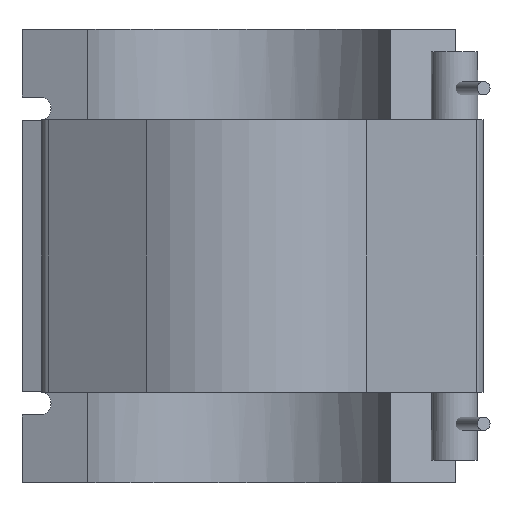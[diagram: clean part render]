
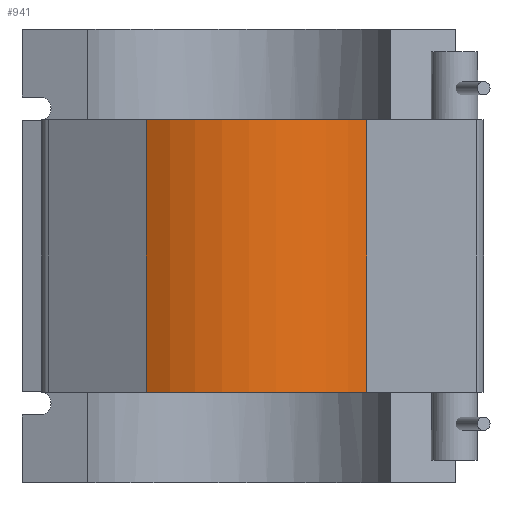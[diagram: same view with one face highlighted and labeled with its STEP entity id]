
A CAD part, front view. The second image highlights one B-rep face of the part: STEP entity #941.
In plain terms, the highlighted cylindrical face has radius 65.625 mm (diameter 131.25 mm), a partial arc.
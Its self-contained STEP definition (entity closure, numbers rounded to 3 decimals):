
#92=CIRCLE('',#1041,65.625);
#93=CIRCLE('',#1042,65.625);
#124=CYLINDRICAL_SURFACE('',#1040,65.625);
#177=FACE_OUTER_BOUND('',#264,.T.);
#264=EDGE_LOOP('',(#793,#794,#795,#796));
#340=LINE('',#2000,#404);
#341=LINE('',#2004,#405);
#404=VECTOR('',#1276,105.6);
#405=VECTOR('',#1279,105.6);
#484=VERTEX_POINT('',#1998);
#485=VERTEX_POINT('',#1999);
#486=VERTEX_POINT('',#2001);
#487=VERTEX_POINT('',#2003);
#593=EDGE_CURVE('',#484,#485,#340,.T.);
#594=EDGE_CURVE('',#486,#484,#92,.T.);
#595=EDGE_CURVE('',#487,#486,#341,.T.);
#596=EDGE_CURVE('',#485,#487,#93,.T.);
#793=ORIENTED_EDGE('',*,*,#593,.F.);
#794=ORIENTED_EDGE('',*,*,#594,.F.);
#795=ORIENTED_EDGE('',*,*,#595,.F.);
#796=ORIENTED_EDGE('',*,*,#596,.F.);
#941=ADVANCED_FACE('',(#177),#124,.T.);
#1040=AXIS2_PLACEMENT_3D('',#1997,#1274,#1275);
#1041=AXIS2_PLACEMENT_3D('',#2002,#1277,#1278);
#1042=AXIS2_PLACEMENT_3D('',#2005,#1280,#1281);
#1274=DIRECTION('center_axis',(0.,0.,1.));
#1275=DIRECTION('ref_axis',(-1.,0.,0.));
#1276=DIRECTION('',(0.,0.,-1.));
#1277=DIRECTION('center_axis',(0.,0.,1.));
#1278=DIRECTION('ref_axis',(-1.,0.,0.));
#1279=DIRECTION('',(0.,0.,1.));
#1280=DIRECTION('center_axis',(0.,0.,-1.));
#1281=DIRECTION('ref_axis',(-1.,0.,0.));
#1997=CARTESIAN_POINT('Origin',(0.,0.,0.));
#1998=CARTESIAN_POINT('',(49.775,-42.768,52.8));
#1999=CARTESIAN_POINT('',(49.775,-42.768,-52.8));
#2000=CARTESIAN_POINT('',(49.775,-42.768,0.));
#2001=CARTESIAN_POINT('',(-35.937,-54.911,52.8));
#2002=CARTESIAN_POINT('Origin',(0.,0.,52.8));
#2003=CARTESIAN_POINT('',(-35.937,-54.911,-52.8));
#2004=CARTESIAN_POINT('',(-35.937,-54.911,0.));
#2005=CARTESIAN_POINT('Origin',(0.,0.,-52.8));
